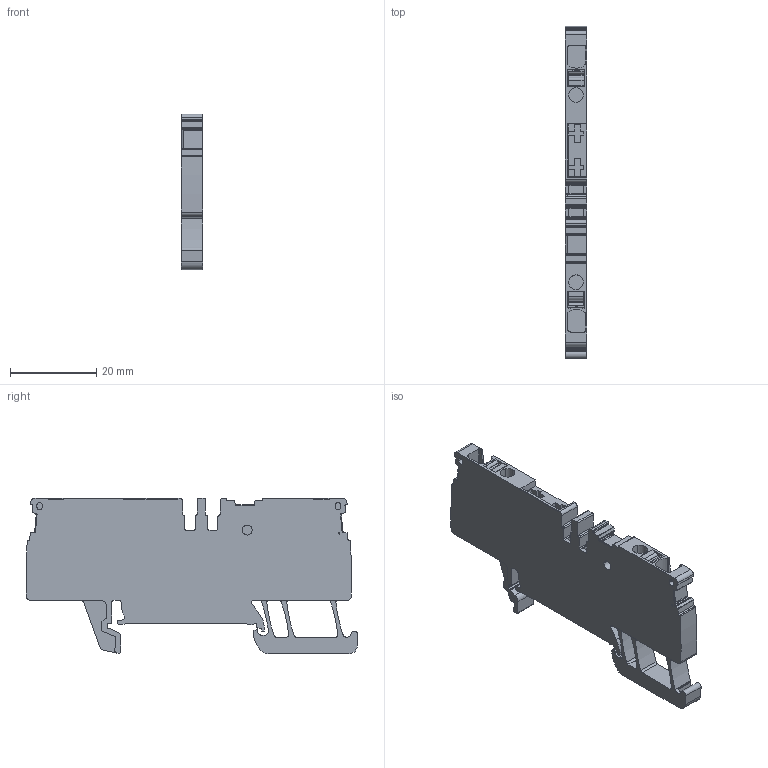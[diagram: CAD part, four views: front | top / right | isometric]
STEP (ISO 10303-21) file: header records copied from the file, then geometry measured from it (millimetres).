
FILE_DESCRIPTION(('CATIA V5R24 STEP','CAx-IF Rec.Pracs.--- Model Styling and Organization---1.2---2011-12-15'),'2;1');
FILE_NAME ('D1462628_0', '2017-02-09T09:26:17+00:00', ('Weidmueller Interface'), ('Weidmueller'), 'CATIA Version 5-6 Release 2014 SP4 HF52', 'CATIA V5 STEP AP214', 'none');
FILE_SCHEMA(('AUTOMOTIVE_DESIGN { 1 0 10303 214 1 1 1 1 }'));
Length unit declared in the file: millimetre
Products named in the file (1): v5-standard_part
Bounding box: 5.1 x 77.04 x 36.17 mm (x, y, z)
Volume: 9127.4 mm3; surface area: 7535.1 mm2
Topology: 3 solids, 3 shells, 544 faces, 1568 edges, 1040 vertices
Faces by surface type: plane 278, cylinder 252, extrusion 14
Entity records: 17160 total; most frequent: CARTESIAN_POINT 3494, ORIENTED_EDGE 3136, DIRECTION 2323, EDGE_CURVE 1568, VERTEX_POINT 1040, VECTOR 1014, LINE 1000, AXIS2_PLACEMENT_3D 882
